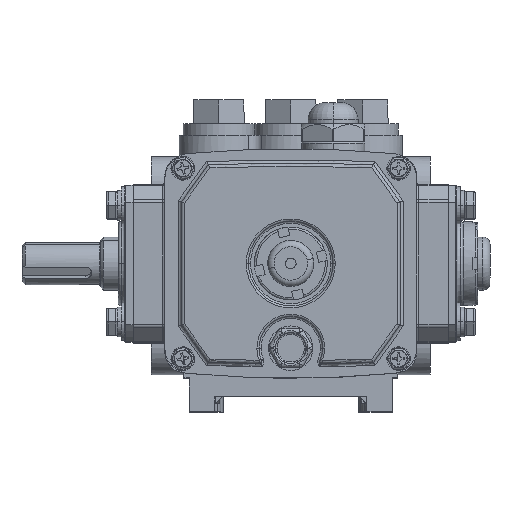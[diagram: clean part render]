
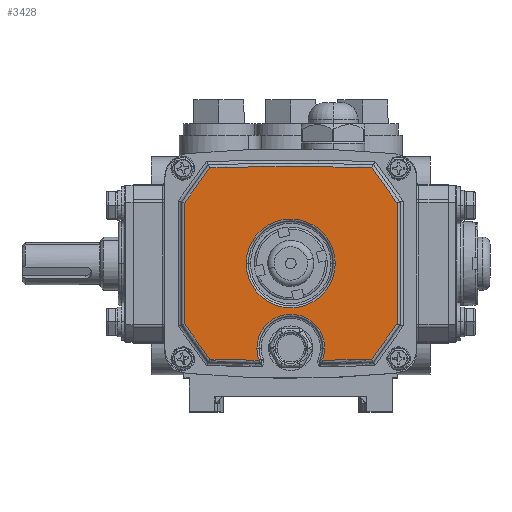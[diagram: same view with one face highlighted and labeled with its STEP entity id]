
A CAD part, top view. The second image highlights one B-rep face of the part: STEP entity #3428.
In plain terms, the highlighted planar face has unit normal (0, 0, 1).
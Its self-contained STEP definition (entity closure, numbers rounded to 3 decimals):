
#349 = CARTESIAN_POINT ( 'NONE',  ( 0., -53.95, 9.596 ) ) ;
#2650 = DIRECTION ( 'NONE',  ( 0., 0., 1. ) ) ;
#3428 = ADVANCED_FACE ( 'NONE', ( #14687, #73955 ), #18909, .F. ) ;
#4164 = CARTESIAN_POINT ( 'NONE',  ( 1.978, -53.95, 9.596 ) ) ;
#6445 = EDGE_LOOP ( 'NONE', ( #41886, #59774, #31310, #98938, #25369, #54130, #48139, #84223, #92036, #48951, #88656, #32589 ) ) ;
#7021 = AXIS2_PLACEMENT_3D ( 'NONE', #349, #97140, #33079 ) ;
#8637 = ORIENTED_EDGE ( 'NONE', *, *, #76032, .T. ) ;
#9115 = LINE ( 'NONE', #17062, #68399 ) ;
#9631 = VERTEX_POINT ( 'NONE', #26475 ) ;
#12208 = EDGE_CURVE ( 'NONE', #84306, #97516, #37196, .T. ) ;
#12558 = AXIS2_PLACEMENT_3D ( 'NONE', #49110, #2650, #56888 ) ;
#14687 = FACE_BOUND ( 'NONE', #45659, .T. ) ;
#14879 = EDGE_CURVE ( 'NONE', #83454, #44491, #9115, .T. ) ;
#14887 = DIRECTION ( 'NONE',  ( 0., 0., -1. ) ) ;
#15468 = VECTOR ( 'NONE', #83461, 39.37 ) ;
#16135 = VERTEX_POINT ( 'NONE', #23743 ) ;
#16187 = DIRECTION ( 'NONE',  ( 0., 0., -1. ) ) ;
#16631 = EDGE_CURVE ( 'NONE', #28767, #73127, #77911, .T. ) ;
#17062 = CARTESIAN_POINT ( 'NONE',  ( 24.398, -36.425, 9.596 ) ) ;
#18909 = PLANE ( 'NONE',  #7021 ) ;
#21665 = EDGE_CURVE ( 'NONE', #9631, #75832, #29993, .T. ) ;
#22571 = CARTESIAN_POINT ( 'NONE',  ( -1.978, 2.54, 9.596 ) ) ;
#22595 = CIRCLE ( 'NONE', #36847, 0.63 ) ;
#22839 = DIRECTION ( 'NONE',  ( 0., 0., 1. ) ) ;
#23583 = DIRECTION ( 'NONE',  ( 0., 0., -1. ) ) ;
#23743 = CARTESIAN_POINT ( 'NONE',  ( 1.978, 0.295, 9.596 ) ) ;
#24192 = DIRECTION ( 'NONE',  ( 0., 0., -1. ) ) ;
#25287 = CARTESIAN_POINT ( 'NONE',  ( 28.072, -33.786, 9.596 ) ) ;
#25369 = ORIENTED_EDGE ( 'NONE', *, *, #51670, .T. ) ;
#26475 = CARTESIAN_POINT ( 'NONE',  ( -0.63, -0.157, 9.596 ) ) ;
#27472 = DIRECTION ( 'NONE',  ( 0., 1., 0. ) ) ;
#28767 = VERTEX_POINT ( 'NONE', #36107 ) ;
#29993 = CIRCLE ( 'NONE', #37240, 0.63 ) ;
#30407 = VERTEX_POINT ( 'NONE', #86247 ) ;
#30696 = VECTOR ( 'NONE', #79929, 39.37 ) ;
#30873 = AXIS2_PLACEMENT_3D ( 'NONE', #62508, #16187, #70262 ) ;
#31310 = ORIENTED_EDGE ( 'NONE', *, *, #21665, .T. ) ;
#32589 = ORIENTED_EDGE ( 'NONE', *, *, #14879, .T. ) ;
#33079 = DIRECTION ( 'NONE',  ( -1., 0., 0. ) ) ;
#33425 = CIRCLE ( 'NONE', #77957, 57.169 ) ;
#33431 = VERTEX_POINT ( 'NONE', #22571 ) ;
#34539 = DIRECTION ( 'NONE',  ( -0.583, -0.812, 0. ) ) ;
#36107 = CARTESIAN_POINT ( 'NONE',  ( 1.978, 2.54, 9.596 ) ) ;
#36346 = CARTESIAN_POINT ( 'NONE',  ( 1.505, -0.365, 9.596 ) ) ;
#36847 = AXIS2_PLACEMENT_3D ( 'NONE', #69956, #23583, #77813 ) ;
#37026 = CARTESIAN_POINT ( 'NONE',  ( -24.398, -36.425, 9.596 ) ) ;
#37196 = CIRCLE ( 'NONE', #52251, 0.827 ) ;
#37240 = AXIS2_PLACEMENT_3D ( 'NONE', #61208, #14887, #68950 ) ;
#38531 = CARTESIAN_POINT ( 'NONE',  ( 0., 56.785, 9.596 ) ) ;
#39131 = CIRCLE ( 'NONE', #30873, 0.63 ) ;
#40349 = EDGE_CURVE ( 'NONE', #44491, #30407, #33425, .T. ) ;
#41399 = CARTESIAN_POINT ( 'NONE',  ( -1.505, 3.2, 9.596 ) ) ;
#41572 = CIRCLE ( 'NONE', #44886, 57.169 ) ;
#41886 = ORIENTED_EDGE ( 'NONE', *, *, #40349, .T. ) ;
#42824 = CARTESIAN_POINT ( 'NONE',  ( -1.505, -0.365, 9.596 ) ) ;
#43996 = CIRCLE ( 'NONE', #12558, 57.169 ) ;
#43998 = LINE ( 'NONE', #88472, #82743 ) ;
#44458 = DIRECTION ( 'NONE',  ( 0., 0., -1. ) ) ;
#44491 = VERTEX_POINT ( 'NONE', #42824 ) ;
#44886 = AXIS2_PLACEMENT_3D ( 'NONE', #69183, #22839, #76994 ) ;
#45298 = CARTESIAN_POINT ( 'NONE',  ( 0.63, -0.157, 9.596 ) ) ;
#45659 = EDGE_LOOP ( 'NONE', ( #8637, #79729 ) ) ;
#46347 = DIRECTION ( 'NONE',  ( -1., 0., 0. ) ) ;
#48139 = ORIENTED_EDGE ( 'NONE', *, *, #58337, .T. ) ;
#48951 = ORIENTED_EDGE ( 'NONE', *, *, #78375, .T. ) ;
#49110 = CARTESIAN_POINT ( 'NONE',  ( 0., -53.95, 9.596 ) ) ;
#49169 = CARTESIAN_POINT ( 'NONE',  ( -1.978, -53.95, 9.596 ) ) ;
#50968 = EDGE_CURVE ( 'NONE', #33431, #83454, #92602, .T. ) ;
#51670 = EDGE_CURVE ( 'NONE', #71785, #71488, #41572, .T. ) ;
#52251 = AXIS2_PLACEMENT_3D ( 'NONE', #84563, #44458, #86613 ) ;
#54130 = ORIENTED_EDGE ( 'NONE', *, *, #72808, .T. ) ;
#54936 = VECTOR ( 'NONE', #94808, 39.37 ) ;
#56888 = DIRECTION ( 'NONE',  ( -1., 0., 0. ) ) ;
#57198 = CARTESIAN_POINT ( 'NONE',  ( -0.827, 1.417, 9.596 ) ) ;
#58337 = EDGE_CURVE ( 'NONE', #16135, #28767, #87113, .T. ) ;
#59774 = ORIENTED_EDGE ( 'NONE', *, *, #67600, .T. ) ;
#61208 = CARTESIAN_POINT ( 'NONE',  ( 0., -0.157, 9.596 ) ) ;
#62018 = CARTESIAN_POINT ( 'NONE',  ( 0.827, 1.417, 9.596 ) ) ;
#62508 = CARTESIAN_POINT ( 'NONE',  ( 0., -0.157, 9.596 ) ) ;
#63780 = EDGE_CURVE ( 'NONE', #73127, #66173, #43996, .T. ) ;
#66173 = VERTEX_POINT ( 'NONE', #41399 ) ;
#66393 = CARTESIAN_POINT ( 'NONE',  ( 0.589, -0.382, 9.596 ) ) ;
#67600 = EDGE_CURVE ( 'NONE', #30407, #9631, #39131, .T. ) ;
#68399 = VECTOR ( 'NONE', #86852, 39.37 ) ;
#68950 = DIRECTION ( 'NONE',  ( -1., 0., 0. ) ) ;
#69183 = CARTESIAN_POINT ( 'NONE',  ( 0., 56.785, 9.596 ) ) ;
#69956 = CARTESIAN_POINT ( 'NONE',  ( 0., -0.157, 9.596 ) ) ;
#70262 = DIRECTION ( 'NONE',  ( -1., 0., 0. ) ) ;
#70562 = CARTESIAN_POINT ( 'NONE',  ( 0., 1.417, 9.596 ) ) ;
#71488 = VERTEX_POINT ( 'NONE', #36346 ) ;
#71785 = VERTEX_POINT ( 'NONE', #66393 ) ;
#72808 = EDGE_CURVE ( 'NONE', #71488, #16135, #79679, .T. ) ;
#73127 = VERTEX_POINT ( 'NONE', #73274 ) ;
#73274 = CARTESIAN_POINT ( 'NONE',  ( 1.505, 3.2, 9.596 ) ) ;
#73955 = FACE_OUTER_BOUND ( 'NONE', #6445, .T. ) ;
#74125 = EDGE_CURVE ( 'NONE', #75832, #71785, #22595, .T. ) ;
#75832 = VERTEX_POINT ( 'NONE', #45298 ) ;
#76032 = EDGE_CURVE ( 'NONE', #97516, #84306, #80702, .T. ) ;
#76994 = DIRECTION ( 'NONE',  ( -1., 0., 0. ) ) ;
#77813 = DIRECTION ( 'NONE',  ( -1., 0., 0. ) ) ;
#77911 = LINE ( 'NONE', #25287, #54936 ) ;
#77957 = AXIS2_PLACEMENT_3D ( 'NONE', #38531, #92765, #46347 ) ;
#78375 = EDGE_CURVE ( 'NONE', #66173, #33431, #43998, .T. ) ;
#78434 = DIRECTION ( 'NONE',  ( -1., 0., 0. ) ) ;
#79679 = LINE ( 'NONE', #37026, #15468 ) ;
#79729 = ORIENTED_EDGE ( 'NONE', *, *, #12208, .T. ) ;
#79929 = DIRECTION ( 'NONE',  ( 0., -1., 0. ) ) ;
#80014 = CARTESIAN_POINT ( 'NONE',  ( -1.978, 0.295, 9.596 ) ) ;
#80702 = CIRCLE ( 'NONE', #92852, 0.827 ) ;
#82743 = VECTOR ( 'NONE', #34539, 39.37 ) ;
#83454 = VERTEX_POINT ( 'NONE', #80014 ) ;
#83461 = DIRECTION ( 'NONE',  ( 0.583, 0.812, 0. ) ) ;
#84223 = ORIENTED_EDGE ( 'NONE', *, *, #16631, .T. ) ;
#84306 = VERTEX_POINT ( 'NONE', #62018 ) ;
#84563 = CARTESIAN_POINT ( 'NONE',  ( 0., 1.417, 9.596 ) ) ;
#84639 = VECTOR ( 'NONE', #27472, 39.37 ) ;
#86247 = CARTESIAN_POINT ( 'NONE',  ( -0.589, -0.382, 9.596 ) ) ;
#86613 = DIRECTION ( 'NONE',  ( -1., 0., 0. ) ) ;
#86852 = DIRECTION ( 'NONE',  ( 0.583, -0.812, 0. ) ) ;
#87113 = LINE ( 'NONE', #4164, #84639 ) ;
#88472 = CARTESIAN_POINT ( 'NONE',  ( -28.072, -33.786, 9.596 ) ) ;
#88656 = ORIENTED_EDGE ( 'NONE', *, *, #50968, .T. ) ;
#92036 = ORIENTED_EDGE ( 'NONE', *, *, #63780, .T. ) ;
#92602 = LINE ( 'NONE', #49169, #30696 ) ;
#92765 = DIRECTION ( 'NONE',  ( 0., 0., 1. ) ) ;
#92852 = AXIS2_PLACEMENT_3D ( 'NONE', #70562, #24192, #78434 ) ;
#94808 = DIRECTION ( 'NONE',  ( -0.583, 0.812, 0. ) ) ;
#97140 = DIRECTION ( 'NONE',  ( 0., 0., -1. ) ) ;
#97516 = VERTEX_POINT ( 'NONE', #57198 ) ;
#98938 = ORIENTED_EDGE ( 'NONE', *, *, #74125, .T. ) ;
